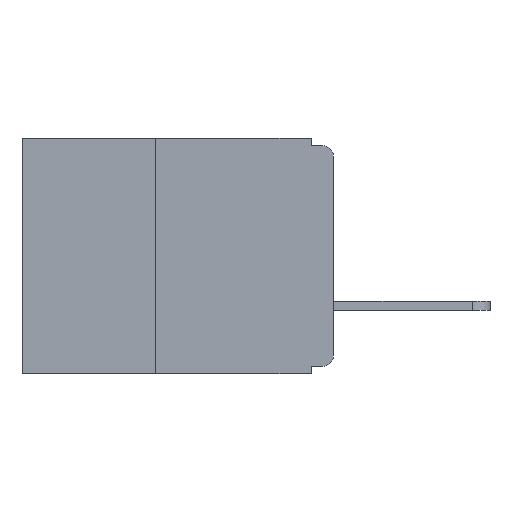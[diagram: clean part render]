
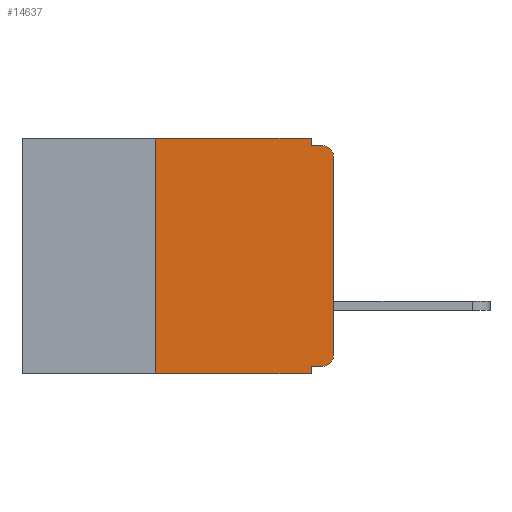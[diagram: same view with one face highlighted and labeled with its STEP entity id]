
A CAD part, left-side view. The second image highlights one B-rep face of the part: STEP entity #14637.
In plain terms, the highlighted planar face has unit normal (-1, 0, 0).
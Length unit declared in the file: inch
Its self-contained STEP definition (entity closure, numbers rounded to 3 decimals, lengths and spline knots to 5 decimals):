
#257 = ORIENTED_EDGE ( 'NONE', *, *, #2401, .T. ) ;
#702 = ORIENTED_EDGE ( 'NONE', *, *, #24103, .T. ) ;
#1323 = VECTOR ( 'NONE', #4506, 39.37008 ) ;
#1505 = VECTOR ( 'NONE', #16282, 39.37008 ) ;
#1513 = CARTESIAN_POINT ( 'NONE',  ( 0., 0.031, 0. ) ) ;
#1957 = EDGE_CURVE ( 'NONE', #21110, #28639, #9849, .T. ) ;
#2350 = VERTEX_POINT ( 'NONE', #24959 ) ;
#2401 = EDGE_CURVE ( 'NONE', #20590, #12804, #23338, .T. ) ;
#2415 = VERTEX_POINT ( 'NONE', #16304 ) ;
#3105 = LINE ( 'NONE', #16345, #27908 ) ;
#3300 = DIRECTION ( 'NONE',  ( 0., 0., -1. ) ) ;
#3419 = CARTESIAN_POINT ( 'NONE',  ( 0., 0., -0.305 ) ) ;
#3489 = CARTESIAN_POINT ( 'NONE',  ( 0., 0.031, -0.33 ) ) ;
#4114 = CARTESIAN_POINT ( 'NONE',  ( 0., 0.437, -0.33 ) ) ;
#4416 = VERTEX_POINT ( 'NONE', #26084 ) ;
#4506 = DIRECTION ( 'NONE',  ( 0., 0., 1. ) ) ;
#5807 = EDGE_CURVE ( 'NONE', #25257, #28639, #30699, .T. ) ;
#5882 = DIRECTION ( 'NONE',  ( 0., 1., 0. ) ) ;
#6200 = EDGE_LOOP ( 'NONE', ( #14328, #257, #26595, #25084, #8168, #9719, #7056, #21396, #27315, #702 ) ) ;
#7056 = ORIENTED_EDGE ( 'NONE', *, *, #1957, .T. ) ;
#7151 = CIRCLE ( 'NONE', #14127, 0.015 ) ;
#7182 = LINE ( 'NONE', #23448, #1505 ) ;
#8083 = CARTESIAN_POINT ( 'NONE',  ( 0., 0.031, -0.32 ) ) ;
#8168 = ORIENTED_EDGE ( 'NONE', *, *, #17394, .F. ) ;
#8235 = DIRECTION ( 'NONE',  ( 0., 0., 1. ) ) ;
#8779 = CARTESIAN_POINT ( 'NONE',  ( 0., 0.437, 0. ) ) ;
#9080 = VECTOR ( 'NONE', #9698, 39.37008 ) ;
#9396 = VECTOR ( 'NONE', #25458, 39.37008 ) ;
#9698 = DIRECTION ( 'NONE',  ( 0., -1., 0. ) ) ;
#9719 = ORIENTED_EDGE ( 'NONE', *, *, #26099, .F. ) ;
#9849 = LINE ( 'NONE', #4114, #9080 ) ;
#10382 = CARTESIAN_POINT ( 'NONE',  ( 0., 0.25, -0.33 ) ) ;
#10920 = CARTESIAN_POINT ( 'NONE',  ( 0., 0.031, -0.33 ) ) ;
#12382 = CARTESIAN_POINT ( 'NONE',  ( 0., 0.015, -0.01 ) ) ;
#12804 = VERTEX_POINT ( 'NONE', #12382 ) ;
#12915 = DIRECTION ( 'NONE',  ( -1., 0., 0. ) ) ;
#13024 = CARTESIAN_POINT ( 'NONE',  ( 0., 0.015, -0.025 ) ) ;
#13381 = DIRECTION ( 'NONE',  ( -1., 0., 0. ) ) ;
#13870 = EDGE_CURVE ( 'NONE', #15024, #4416, #3105, .T. ) ;
#13923 = DIRECTION ( 'NONE',  ( 0., 0., -1. ) ) ;
#14127 = AXIS2_PLACEMENT_3D ( 'NONE', #27617, #13381, #30014 ) ;
#14328 = ORIENTED_EDGE ( 'NONE', *, *, #26883, .T. ) ;
#14521 = DIRECTION ( 'NONE',  ( 1., 0., 0. ) ) ;
#14637 = ADVANCED_FACE ( 'NONE', ( #18976 ), #28709, .F. ) ;
#14850 = LINE ( 'NONE', #20363, #25262 ) ;
#15024 = VERTEX_POINT ( 'NONE', #1513 ) ;
#15102 = LINE ( 'NONE', #8779, #9396 ) ;
#15485 = CARTESIAN_POINT ( 'NONE',  ( 0., 0., 0. ) ) ;
#16282 = DIRECTION ( 'NONE',  ( 0., -1., 0. ) ) ;
#16304 = CARTESIAN_POINT ( 'NONE',  ( 0., 0.25, 0. ) ) ;
#16345 = CARTESIAN_POINT ( 'NONE',  ( 0., 0.031, 0. ) ) ;
#17318 = AXIS2_PLACEMENT_3D ( 'NONE', #30992, #14521, #31093 ) ;
#17394 = EDGE_CURVE ( 'NONE', #2415, #15024, #15102, .T. ) ;
#18976 = FACE_OUTER_BOUND ( 'NONE', #6200, .T. ) ;
#19032 = CARTESIAN_POINT ( 'NONE',  ( 0., 0.25, -0.33 ) ) ;
#20363 = CARTESIAN_POINT ( 'NONE',  ( 0., 0., -0.32 ) ) ;
#20498 = CARTESIAN_POINT ( 'NONE',  ( 0., 0., -0.025 ) ) ;
#20590 = VERTEX_POINT ( 'NONE', #20498 ) ;
#21110 = VERTEX_POINT ( 'NONE', #10382 ) ;
#21396 = ORIENTED_EDGE ( 'NONE', *, *, #5807, .F. ) ;
#21701 = VECTOR ( 'NONE', #8235, 39.37008 ) ;
#22971 = EDGE_CURVE ( 'NONE', #2350, #25257, #14850, .T. ) ;
#23338 = CIRCLE ( 'NONE', #27706, 0.015 ) ;
#23448 = CARTESIAN_POINT ( 'NONE',  ( 0., 0., -0.01 ) ) ;
#23625 = EDGE_CURVE ( 'NONE', #4416, #12804, #7182, .T. ) ;
#24103 = EDGE_CURVE ( 'NONE', #2350, #24708, #7151, .T. ) ;
#24419 = VECTOR ( 'NONE', #3300, 39.37008 ) ;
#24708 = VERTEX_POINT ( 'NONE', #3419 ) ;
#24959 = CARTESIAN_POINT ( 'NONE',  ( 0., 0.015, -0.32 ) ) ;
#25084 = ORIENTED_EDGE ( 'NONE', *, *, #13870, .F. ) ;
#25257 = VERTEX_POINT ( 'NONE', #8083 ) ;
#25262 = VECTOR ( 'NONE', #5882, 39.37008 ) ;
#25414 = LINE ( 'NONE', #19032, #1323 ) ;
#25458 = DIRECTION ( 'NONE',  ( 0., -1., 0. ) ) ;
#25542 = DIRECTION ( 'NONE',  ( 0., 0., -1. ) ) ;
#26084 = CARTESIAN_POINT ( 'NONE',  ( 0., 0.031, -0.01 ) ) ;
#26099 = EDGE_CURVE ( 'NONE', #21110, #2415, #25414, .T. ) ;
#26595 = ORIENTED_EDGE ( 'NONE', *, *, #23625, .F. ) ;
#26883 = EDGE_CURVE ( 'NONE', #24708, #20590, #27239, .T. ) ;
#27239 = LINE ( 'NONE', #15485, #21701 ) ;
#27315 = ORIENTED_EDGE ( 'NONE', *, *, #22971, .F. ) ;
#27617 = CARTESIAN_POINT ( 'NONE',  ( 0., 0.015, -0.305 ) ) ;
#27706 = AXIS2_PLACEMENT_3D ( 'NONE', #13024, #12915, #25542 ) ;
#27908 = VECTOR ( 'NONE', #13923, 39.37008 ) ;
#28639 = VERTEX_POINT ( 'NONE', #10920 ) ;
#28709 = PLANE ( 'NONE',  #17318 ) ;
#30014 = DIRECTION ( 'NONE',  ( 0., 0., -1. ) ) ;
#30699 = LINE ( 'NONE', #3489, #24419 ) ;
#30992 = CARTESIAN_POINT ( 'NONE',  ( 0., 0.437, 0. ) ) ;
#31093 = DIRECTION ( 'NONE',  ( 0., 0., -1. ) ) ;
